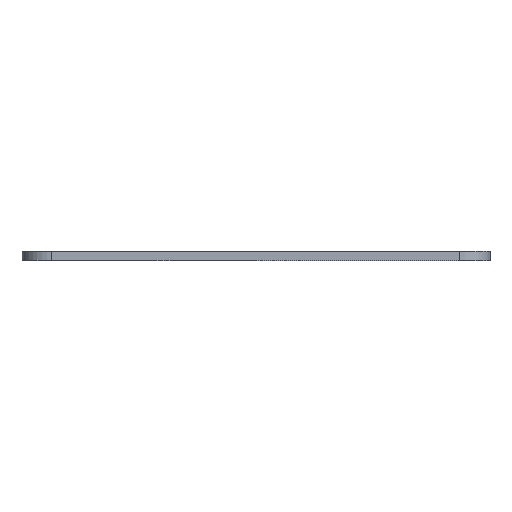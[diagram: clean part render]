
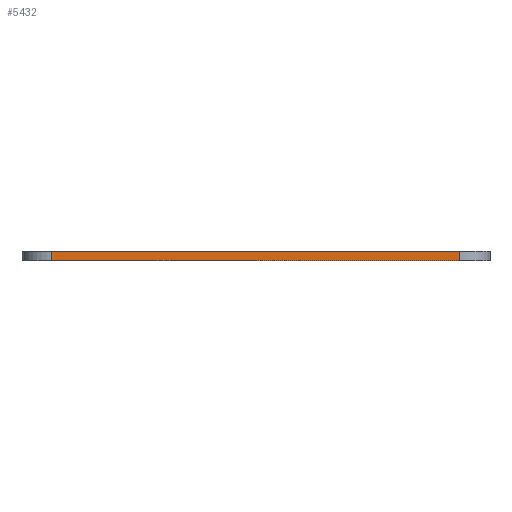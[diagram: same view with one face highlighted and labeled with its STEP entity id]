
A CAD part, left-side view. The second image highlights one B-rep face of the part: STEP entity #5432.
In plain terms, the highlighted planar face has unit normal (-1, 0, 0).
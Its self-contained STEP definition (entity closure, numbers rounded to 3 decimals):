
#881=FACE_OUTER_BOUND('',#1193,.T.);
#1193=EDGE_LOOP('',(#4775,#4776,#4777,#4778));
#1547=LINE('',#10616,#1962);
#1583=LINE('',#10763,#1998);
#1585=LINE('',#10768,#2000);
#1586=LINE('',#10769,#2001);
#1962=VECTOR('',#6071,10.);
#1998=VECTOR('',#6187,10.);
#2000=VECTOR('',#6193,10.);
#2001=VECTOR('',#6194,10.);
#2512=VERTEX_POINT('',#10612);
#2514=VERTEX_POINT('',#10615);
#2585=VERTEX_POINT('',#10761);
#2586=VERTEX_POINT('',#10767);
#3266=EDGE_CURVE('',#2512,#2514,#1547,.T.);
#3338=EDGE_CURVE('',#2585,#2512,#1583,.T.);
#3340=EDGE_CURVE('',#2586,#2585,#1585,.T.);
#3341=EDGE_CURVE('',#2514,#2586,#1586,.T.);
#4775=ORIENTED_EDGE('',*,*,#3338,.F.);
#4776=ORIENTED_EDGE('',*,*,#3340,.F.);
#4777=ORIENTED_EDGE('',*,*,#3341,.F.);
#4778=ORIENTED_EDGE('',*,*,#3266,.F.);
#5178=PLANE('',#5603);
#5432=ADVANCED_FACE('',(#881),#5178,.T.);
#5603=AXIS2_PLACEMENT_3D('',#10766,#6191,#6192);
#6071=DIRECTION('',(0.,1.,0.));
#6187=DIRECTION('',(0.,0.,-1.));
#6191=DIRECTION('center_axis',(-1.,0.,0.));
#6192=DIRECTION('ref_axis',(0.,-1.,0.));
#6193=DIRECTION('',(0.,-1.,0.));
#6194=DIRECTION('',(0.,0.,1.));
#10612=CARTESIAN_POINT('',(-17.475,-93.55,0.));
#10615=CARTESIAN_POINT('',(-17.475,-25.55,0.));
#10616=CARTESIAN_POINT('',(-17.475,-98.55,0.));
#10761=CARTESIAN_POINT('',(-17.475,-93.55,1.5));
#10763=CARTESIAN_POINT('',(-17.475,-93.55,0.));
#10766=CARTESIAN_POINT('Origin',(-17.475,-20.55,0.));
#10767=CARTESIAN_POINT('',(-17.475,-25.55,1.5));
#10768=CARTESIAN_POINT('',(-17.475,-98.55,1.5));
#10769=CARTESIAN_POINT('',(-17.475,-25.55,0.));
